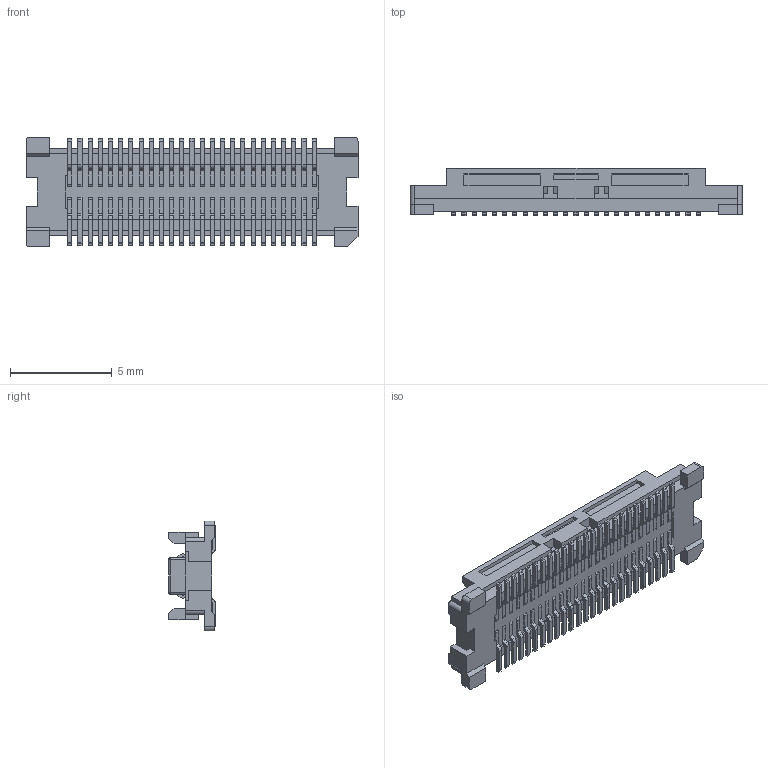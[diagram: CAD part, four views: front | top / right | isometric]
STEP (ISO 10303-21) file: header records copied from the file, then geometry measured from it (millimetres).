
FILE_DESCRIPTION((''),'2;1');
FILE_NAME('529910508','2018-11-23T',('gga'),(''),'PRO/ENGINEER BY PARAMETRIC TECHNOLOGY CORPORATION, 2016010','PRO/ENGINEER BY PARAMETRIC TECHNOLOGY CORPORATION, 2016010','');
FILE_SCHEMA(('CONFIG_CONTROL_DESIGN'));
Length unit declared in the file: millimetre
Products named in the file (1): 529910508
Bounding box: 16.3 x 2.3 x 5.4 mm (x, y, z)
Volume: 90.9 mm3; surface area: 406.3 mm2
Topology: 1 solids, 1 shells, 1294 faces, 3694 edges, 2448 vertices
Faces by surface type: plane 971, cylinder 319, sphere 4
Entity records: 42126 total; most frequent: CARTESIAN_POINT 7469, ORIENTED_EDGE 7388, DIRECTION 6918, EDGE_CURVE 3694, VECTOR 3052, LINE 3052, VERTEX_POINT 2448, AXIS2_PLACEMENT_3D 1933
